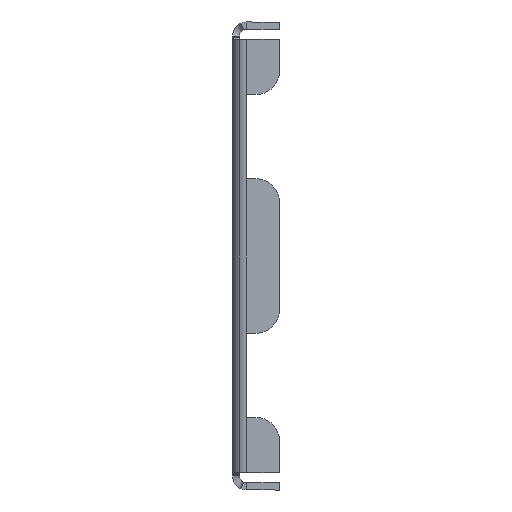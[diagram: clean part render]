
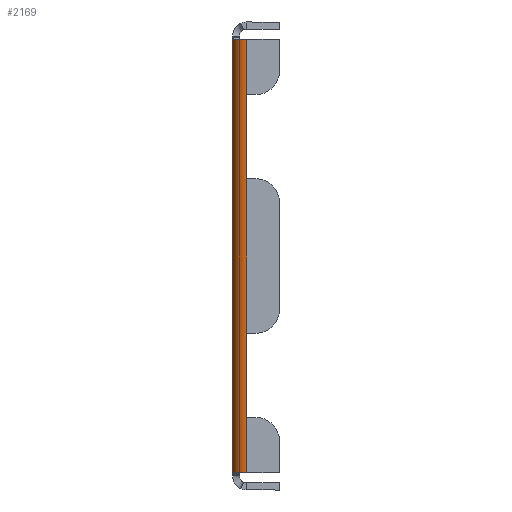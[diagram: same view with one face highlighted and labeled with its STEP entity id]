
A CAD part, left-side view. The second image highlights one B-rep face of the part: STEP entity #2169.
In plain terms, the highlighted cylindrical face has radius 3 mm (diameter 6 mm), a partial arc.
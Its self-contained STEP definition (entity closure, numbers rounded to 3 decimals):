
#17 = VERTEX_POINT ( 'NONE', #3313 ) ;
#38 = CARTESIAN_POINT ( 'NONE',  ( -321.713, -0.256, 46.346 ) ) ;
#72 = CIRCLE ( 'NONE', #2590, 3. ) ;
#210 = VERTEX_POINT ( 'NONE', #2113 ) ;
#238 = CARTESIAN_POINT ( 'NONE',  ( -320.5, 0., -46.608 ) ) ;
#280 = VERTEX_POINT ( 'NONE', #2457 ) ;
#331 = CARTESIAN_POINT ( 'NONE',  ( -320.5, -3., 46.346 ) ) ;
#376 = ORIENTED_EDGE ( 'NONE', *, *, #2867, .F. ) ;
#496 = VECTOR ( 'NONE', #1757, 1000. ) ;
#519 = B_SPLINE_CURVE_WITH_KNOTS ( 'NONE', 3,
 ( #2331, #2137, #2419, #623 ),
 .UNSPECIFIED., .F., .F.,
 ( 4, 4 ),
 ( 0., 1. ),
 .UNSPECIFIED. ) ;
#582 = EDGE_CURVE ( 'NONE', #3628, #17, #2588, .T. ) ;
#600 = VERTEX_POINT ( 'NONE', #238 ) ;
#608 = DIRECTION ( 'NONE',  ( -1., 0., 0. ) ) ;
#623 = CARTESIAN_POINT ( 'NONE',  ( -321.713, -0.256, 46.346 ) ) ;
#846 = DIRECTION ( 'NONE',  ( -1., 0., 0. ) ) ;
#887 = LINE ( 'NONE', #2743, #2283 ) ;
#921 = CARTESIAN_POINT ( 'NONE',  ( -323.5, -3., -46.346 ) ) ;
#932 = ORIENTED_EDGE ( 'NONE', *, *, #2279, .F. ) ;
#967 = CARTESIAN_POINT ( 'NONE',  ( -323.5, -3., 0. ) ) ;
#1056 = VECTOR ( 'NONE', #1351, 1000. ) ;
#1142 = CIRCLE ( 'NONE', #2978, 3. ) ;
#1144 = CARTESIAN_POINT ( 'NONE',  ( -323.5, -3., 0. ) ) ;
#1151 = ORIENTED_EDGE ( 'NONE', *, *, #3275, .F. ) ;
#1177 = CARTESIAN_POINT ( 'NONE',  ( -320.5, -3., -46.346 ) ) ;
#1192 = DIRECTION ( 'NONE',  ( 0., 0., -1. ) ) ;
#1225 = CARTESIAN_POINT ( 'NONE',  ( -320.63, 0., -46.55 ) ) ;
#1264 = VECTOR ( 'NONE', #2181, 1000. ) ;
#1273 = FACE_OUTER_BOUND ( 'NONE', #3333, .T. ) ;
#1351 = DIRECTION ( 'NONE',  ( 0., 0., -1. ) ) ;
#1358 = CARTESIAN_POINT ( 'NONE',  ( -323.5, -3., -16.5 ) ) ;
#1409 = CARTESIAN_POINT ( 'NONE',  ( -320.5, -3., 93.282 ) ) ;
#1488 = DIRECTION ( 'NONE',  ( -1., 0., 0. ) ) ;
#1490 = VERTEX_POINT ( 'NONE', #921 ) ;
#1494 = CARTESIAN_POINT ( 'NONE',  ( -320.5, 0., -46.608 ) ) ;
#1499 = ORIENTED_EDGE ( 'NONE', *, *, #3264, .F. ) ;
#1517 = CARTESIAN_POINT ( 'NONE',  ( -320.8, -0.008, -46.499 ) ) ;
#1526 = DIRECTION ( 'NONE',  ( 0., 0., -1. ) ) ;
#1595 = VERTEX_POINT ( 'NONE', #38 ) ;
#1671 = ORIENTED_EDGE ( 'NONE', *, *, #3735, .F. ) ;
#1684 = LINE ( 'NONE', #3033, #3031 ) ;
#1757 = DIRECTION ( 'NONE',  ( 0., 0., -1. ) ) ;
#1864 = CARTESIAN_POINT ( 'NONE',  ( -321.451, -0.14, -46.376 ) ) ;
#1883 = CARTESIAN_POINT ( 'NONE',  ( -321.713, -0.256, -46.346 ) ) ;
#1897 = EDGE_CURVE ( 'NONE', #210, #3511, #2337, .T. ) ;
#2003 = CARTESIAN_POINT ( 'NONE',  ( -323.5, -3., 0. ) ) ;
#2011 = EDGE_CURVE ( 'NONE', #1595, #280, #72, .T. ) ;
#2044 = DIRECTION ( 'NONE',  ( 0., 0., -1. ) ) ;
#2113 = CARTESIAN_POINT ( 'NONE',  ( -323.5, -3., 34.5 ) ) ;
#2124 = DIRECTION ( 'NONE',  ( 0., 0., 1. ) ) ;
#2137 = CARTESIAN_POINT ( 'NONE',  ( -320.992, 0., 46.438 ) ) ;
#2169 = ADVANCED_FACE ( 'NONE', ( #1273 ), #2800, .T. ) ;
#2181 = DIRECTION ( 'NONE',  ( 0., 0., -1. ) ) ;
#2279 = EDGE_CURVE ( 'NONE', #3511, #3628, #1684, .T. ) ;
#2283 = VECTOR ( 'NONE', #3302, 1000. ) ;
#2331 = CARTESIAN_POINT ( 'NONE',  ( -320.5, 0., 46.608 ) ) ;
#2337 = LINE ( 'NONE', #1144, #496 ) ;
#2358 = ORIENTED_EDGE ( 'NONE', *, *, #3361, .T. ) ;
#2419 = CARTESIAN_POINT ( 'NONE',  ( -321.403, -0.119, 46.351 ) ) ;
#2438 = LINE ( 'NONE', #967, #1264 ) ;
#2457 = CARTESIAN_POINT ( 'NONE',  ( -323.5, -3., 46.346 ) ) ;
#2471 = VECTOR ( 'NONE', #3758, 1000. ) ;
#2492 = CARTESIAN_POINT ( 'NONE',  ( -323.5, -3., 0. ) ) ;
#2588 = LINE ( 'NONE', #2003, #1056 ) ;
#2590 = AXIS2_PLACEMENT_3D ( 'NONE', #331, #2124, #1488 ) ;
#2639 = ORIENTED_EDGE ( 'NONE', *, *, #1897, .F. ) ;
#2667 = CARTESIAN_POINT ( 'NONE',  ( -320.5, 0., 46.608 ) ) ;
#2698 = ORIENTED_EDGE ( 'NONE', *, *, #582, .F. ) ;
#2743 = CARTESIAN_POINT ( 'NONE',  ( -320.5, 0., 0. ) ) ;
#2800 = CYLINDRICAL_SURFACE ( 'NONE', #3412, 3. ) ;
#2829 = EDGE_CURVE ( 'NONE', #280, #210, #2438, .T. ) ;
#2832 = CARTESIAN_POINT ( 'NONE',  ( -323.5, -3., 16.5 ) ) ;
#2867 = EDGE_CURVE ( 'NONE', #17, #1490, #3139, .T. ) ;
#2978 = AXIS2_PLACEMENT_3D ( 'NONE', #1177, #1526, #608 ) ;
#3031 = VECTOR ( 'NONE', #1192, 1000. ) ;
#3033 = CARTESIAN_POINT ( 'NONE',  ( -323.5, -3., 0. ) ) ;
#3083 = CARTESIAN_POINT ( 'NONE',  ( -321.21, -0.078, -46.412 ) ) ;
#3139 = LINE ( 'NONE', #2492, #2471 ) ;
#3264 = EDGE_CURVE ( 'NONE', #3370, #1595, #519, .T. ) ;
#3275 = EDGE_CURVE ( 'NONE', #1490, #3648, #1142, .T. ) ;
#3302 = DIRECTION ( 'NONE',  ( 0., 0., -1. ) ) ;
#3304 = B_SPLINE_CURVE_WITH_KNOTS ( 'NONE', 3,
 ( #1883, #1864, #3083, #1517, #1225, #1494 ),
 .UNSPECIFIED., .F., .F.,
 ( 4, 2, 4 ),
 ( 0., 0.5, 1. ),
 .UNSPECIFIED. ) ;
#3313 = CARTESIAN_POINT ( 'NONE',  ( -323.5, -3., -34.5 ) ) ;
#3333 = EDGE_LOOP ( 'NONE', ( #2358, #1671, #1151, #376, #2698, #932, #2639, #3610, #3385, #1499 ) ) ;
#3361 = EDGE_CURVE ( 'NONE', #3370, #600, #887, .T. ) ;
#3370 = VERTEX_POINT ( 'NONE', #2667 ) ;
#3385 = ORIENTED_EDGE ( 'NONE', *, *, #2011, .F. ) ;
#3412 = AXIS2_PLACEMENT_3D ( 'NONE', #1409, #2044, #846 ) ;
#3511 = VERTEX_POINT ( 'NONE', #2832 ) ;
#3610 = ORIENTED_EDGE ( 'NONE', *, *, #2829, .F. ) ;
#3628 = VERTEX_POINT ( 'NONE', #1358 ) ;
#3648 = VERTEX_POINT ( 'NONE', #3771 ) ;
#3735 = EDGE_CURVE ( 'NONE', #3648, #600, #3304, .T. ) ;
#3758 = DIRECTION ( 'NONE',  ( 0., 0., -1. ) ) ;
#3771 = CARTESIAN_POINT ( 'NONE',  ( -321.713, -0.256, -46.346 ) ) ;
